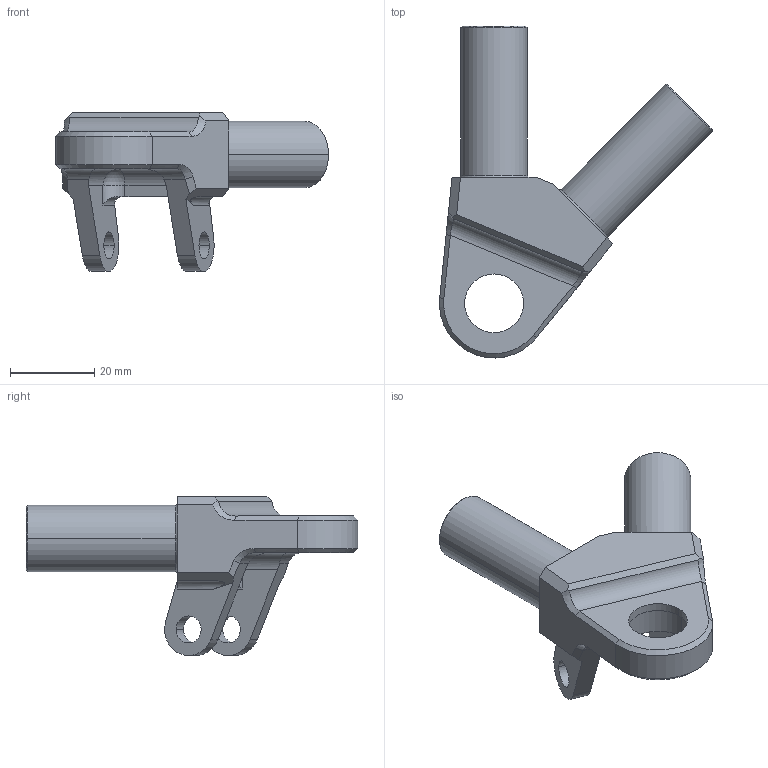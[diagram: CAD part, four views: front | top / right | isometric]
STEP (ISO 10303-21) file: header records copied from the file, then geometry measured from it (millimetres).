
FILE_DESCRIPTION(('CATIA V5 STEP Exchange'),'2;1');
FILE_NAME('SU_01003 (Front Upper Rod-End Support).stp','2019-12-06T01:52:33+00:00',('none'),('none'),'CATIA Version 5 Release 19 SP 2 (IN-10)','CATIA V5 STEP AP203','none');
FILE_SCHEMA(('CONFIG_CONTROL_DESIGN'));
Length unit declared in the file: millimetre
Products named in the file (1): SU_01003
Bounding box: 64.95 x 78.99 x 37.81 mm (x, y, z)
Volume: 24350.1 mm3; surface area: 11494.1 mm2
Topology: 1 solids, 1 shells, 91 faces, 237 edges, 157 vertices
Faces by surface type: cylinder 31, plane 28, cone 14, bspline 10, torus 6, sphere 2
Entity records: 4259 total; most frequent: CARTESIAN_POINT 2226, ORIENTED_EDGE 450, DIRECTION 307, EDGE_CURVE 225, VERTEX_POINT 141, AXIS2_PLACEMENT_3D 134, VECTOR 109, LINE 109
